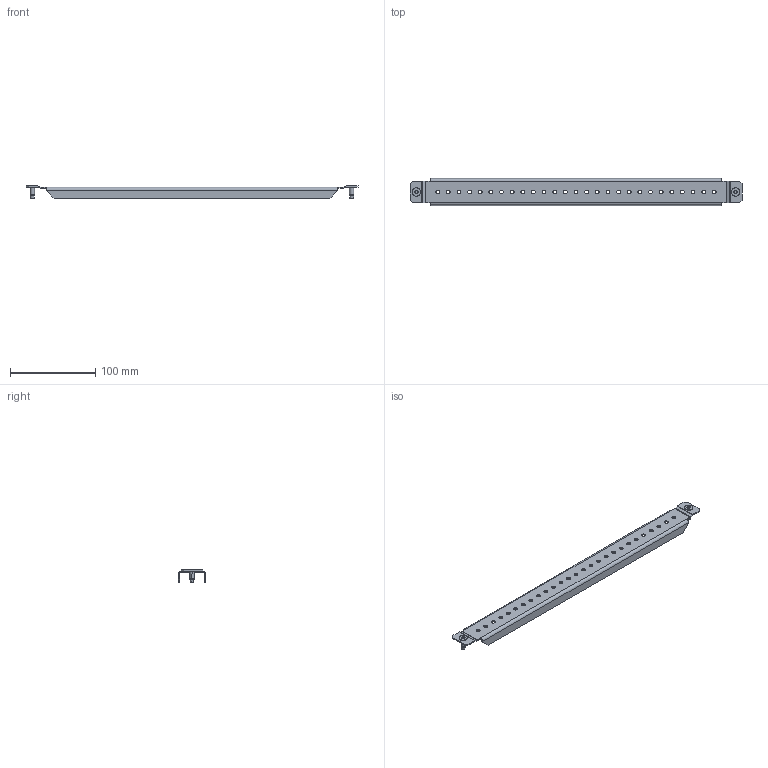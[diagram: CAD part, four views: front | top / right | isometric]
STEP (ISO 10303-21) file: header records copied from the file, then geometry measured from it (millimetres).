
FILE_DESCRIPTION (( 'STEP AP203' ), '1' );
FILE_NAME ('U0252400301 扻斀錼膷 謥樏 蟯 LC2_RS52 00.40 (000.801.083).STEP', '2022-04-18T07:14:57', ( '' ), ( '' ), 'SwSTEP 2.0', 'SolidWorks 2017', '' );
FILE_SCHEMA (( 'CONFIG_CONTROL_DESIGN' ));
Length unit declared in the file: millimetre
Products named in the file (3): U0252400301 扻斀錼膷 謥樏 蟯 LC2_RS52 00.40 (000.801.083); Âèíò DIN 7500 M TORX_Œ5å16; 025-162 Ðåéêà ÂÌ èçì 1_00   (40)
Assembly tree (3 placements, depth 2):
  U0252400301 扻斀錼膷 謥樏 蟯 LC2_RS52 00.40 (000.801.083)
    025-162 Ðåéêà ÂÌ èçì 1_00   (40)
    Âèíò DIN 7500 M TORX_Œ5å16  x2
Bounding box: 390 x 31.8 x 16 mm (x, y, z)
Volume: 26666.7 mm3; surface area: 39709.5 mm2
Topology: 3 solids, 3 shells, 212 faces, 544 edges, 340 vertices
Faces by surface type: cylinder 132, plane 60, cone 12, torus 8
Entity records: 5580 total; most frequent: DIRECTION 995, CARTESIAN_POINT 873, ORIENTED_EDGE 862, EDGE_CURVE 431, AXIS2_PLACEMENT_3D 390, VERTEX_POINT 268, EDGE_LOOP 227, CIRCLE 216
